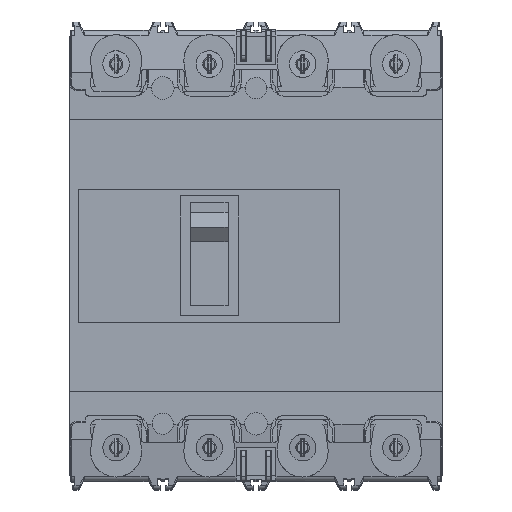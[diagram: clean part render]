
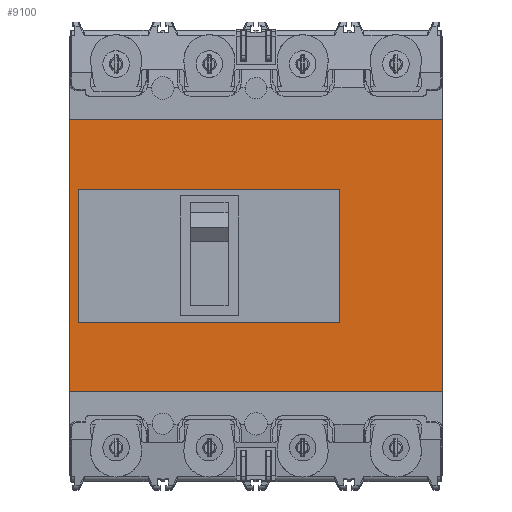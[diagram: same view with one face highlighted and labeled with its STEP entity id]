
A CAD part, top view. The second image highlights one B-rep face of the part: STEP entity #9100.
In plain terms, the highlighted planar face has unit normal (0, 0, 1).
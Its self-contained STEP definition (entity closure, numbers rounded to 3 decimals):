
#8370=CARTESIAN_POINT('',(125.1,437.003,-10.5));
#8380=DIRECTION('',(-0.,-0.,-1.));
#8390=DIRECTION('',(0.,-1.,0.));
#8400=AXIS2_PLACEMENT_3D('',#8370,#8380,#8390);
#8410=PLANE('',#8400);
#8420=CARTESIAN_POINT('',(0.,387.003,-10.5));
#8430=DIRECTION('',(-1.,0.,0.));
#8440=VECTOR('',#8430,1.);
#8450=LINE('',#8420,#8440);
#8460=CARTESIAN_POINT('',(121.6,387.003,-10.5));
#8470=VERTEX_POINT('',#8460);
#8480=CARTESIAN_POINT('',(23.6,387.003,-10.5));
#8490=VERTEX_POINT('',#8480);
#8500=EDGE_CURVE('',#8470,#8490,#8450,.T.);
#8510=ORIENTED_EDGE('',*,*,#8500,.T.);
#8520=CARTESIAN_POINT('',(121.6,0.,-10.5));
#8530=DIRECTION('',(0.,1.,0.));
#8540=VECTOR('',#8530,1.);
#8550=LINE('',#8520,#8540);
#8560=CARTESIAN_POINT('',(121.6,437.003,-10.5));
#8570=VERTEX_POINT('',#8560);
#8580=EDGE_CURVE('',#8470,#8570,#8550,.T.);
#8590=ORIENTED_EDGE('',*,*,#8580,.F.);
#8600=CARTESIAN_POINT('',(0.,437.003,-10.5));
#8610=DIRECTION('',(-1.,0.,0.));
#8620=VECTOR('',#8610,1.);
#8630=LINE('',#8600,#8620);
#8640=CARTESIAN_POINT('',(23.6,437.003,-10.5));
#8650=VERTEX_POINT('',#8640);
#8660=EDGE_CURVE('',#8570,#8650,#8630,.T.);
#8670=ORIENTED_EDGE('',*,*,#8660,.F.);
#8680=CARTESIAN_POINT('',(23.6,0.,-10.5));
#8690=DIRECTION('',(0.,-1.,0.));
#8700=VECTOR('',#8690,1.);
#8710=LINE('',#8680,#8700);
#8720=EDGE_CURVE('',#8650,#8490,#8710,.T.);
#8730=ORIENTED_EDGE('',*,*,#8720,.F.);
#8740=EDGE_LOOP('',(#8730,#8670,#8590,#8510));
#8750=FACE_BOUND('',#8740,.T.);
#8760=CARTESIAN_POINT('',(0.,463.003,-10.5));
#8770=DIRECTION('',(-1.,0.,0.));
#8780=VECTOR('',#8770,1.);
#8790=LINE('',#8760,#8780);
#8800=CARTESIAN_POINT('',(160.1,463.003,-10.5));
#8810=VERTEX_POINT('',#8800);
#8820=CARTESIAN_POINT('',(20.1,463.003,-10.5));
#8830=VERTEX_POINT('',#8820);
#8840=EDGE_CURVE('',#8810,#8830,#8790,.T.);
#8850=ORIENTED_EDGE('',*,*,#8840,.T.);
#8860=CARTESIAN_POINT('',(160.1,0.,-10.5));
#8870=DIRECTION('',(0.,-1.,0.));
#8880=VECTOR('',#8870,1.);
#8890=LINE('',#8860,#8880);
#8900=CARTESIAN_POINT('',(160.1,361.003,-10.5));
#8910=VERTEX_POINT('',#8900);
#8920=EDGE_CURVE('',#8810,#8910,#8890,.T.);
#8930=ORIENTED_EDGE('',*,*,#8920,.F.);
#8940=CARTESIAN_POINT('',(0.,361.003,-10.5));
#8950=DIRECTION('',(-1.,0.,0.));
#8960=VECTOR('',#8950,1.);
#8970=LINE('',#8940,#8960);
#8980=CARTESIAN_POINT('',(20.1,361.003,-10.5));
#8990=VERTEX_POINT('',#8980);
#9000=EDGE_CURVE('',#8910,#8990,#8970,.T.);
#9010=ORIENTED_EDGE('',*,*,#9000,.F.);
#9020=CARTESIAN_POINT('',(20.1,0.,-10.5));
#9030=DIRECTION('',(0.,1.,0.));
#9040=VECTOR('',#9030,1.);
#9050=LINE('',#9020,#9040);
#9060=EDGE_CURVE('',#8990,#8830,#9050,.T.);
#9070=ORIENTED_EDGE('',*,*,#9060,.F.);
#9080=EDGE_LOOP('',(#9070,#9010,#8930,#8850));
#9090=FACE_OUTER_BOUND('',#9080,.T.);
#9100=ADVANCED_FACE('',(#8750,#9090),#8410,.F.);
